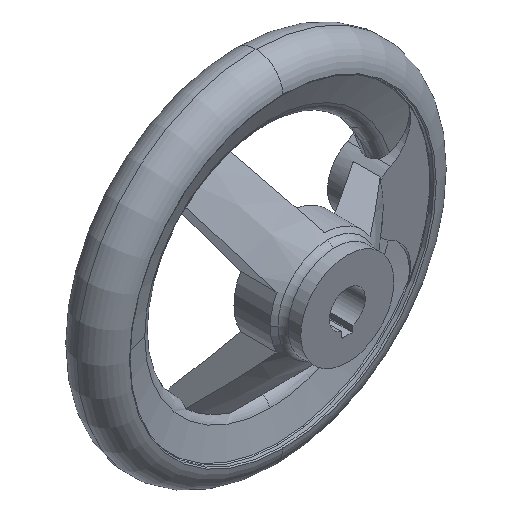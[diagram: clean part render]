
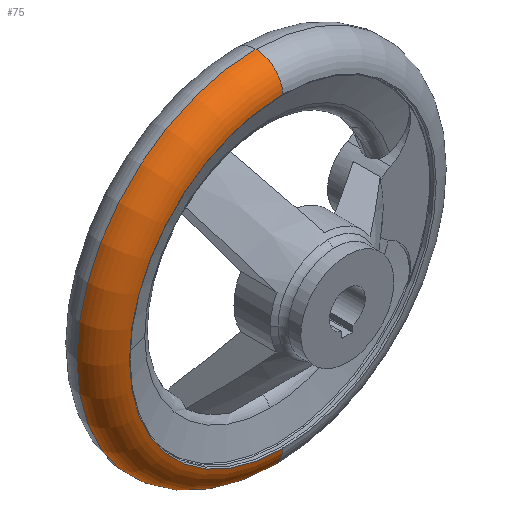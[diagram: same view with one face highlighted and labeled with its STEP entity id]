
A CAD part, isometric view. The second image highlights one B-rep face of the part: STEP entity #75.
In plain terms, the highlighted toroidal (fillet/blend) face has major radius 42.5 mm and minor radius 7.5 mm.
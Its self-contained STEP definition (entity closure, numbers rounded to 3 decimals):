
#75 = ADVANCED_FACE( '', ( #142 ), #143, .T. );
#142 = FACE_OUTER_BOUND( '', #276, .T. );
#143 = TOROIDAL_SURFACE( '', #277, 42.5, 7.5 );
#276 = EDGE_LOOP( '', ( #410, #411, #412, #413 ) );
#277 = AXIS2_PLACEMENT_3D( '', #414, #415, #416 );
#410 = ORIENTED_EDGE( '', *, *, #1016, .F. );
#411 = ORIENTED_EDGE( '', *, *, #1017, .T. );
#412 = ORIENTED_EDGE( '', *, *, #1018, .T. );
#413 = ORIENTED_EDGE( '', *, *, #1019, .T. );
#414 = CARTESIAN_POINT( '', ( 0., 25.5, 0. ) );
#415 = DIRECTION( '', ( 0., 1., 0. ) );
#416 = DIRECTION( '', ( 0., 0., 1. ) );
#1016 = EDGE_CURVE( '', #1220, #1221, #1222, .T. );
#1017 = EDGE_CURVE( '', #1220, #1223, #1224, .T. );
#1018 = EDGE_CURVE( '', #1223, #1225, #1226, .T. );
#1019 = EDGE_CURVE( '', #1225, #1221, #1227, .T. );
#1220 = VERTEX_POINT( '', #1558 );
#1221 = VERTEX_POINT( '', #1559 );
#1222 = CIRCLE( '', #1560, 50. );
#1223 = VERTEX_POINT( '', #1561 );
#1224 = CIRCLE( '', #1562, 7.5 );
#1225 = VERTEX_POINT( '', #1563 );
#1226 = CIRCLE( '', #1564, 42.813 );
#1227 = CIRCLE( '', #1565, 7.5 );
#1558 = CARTESIAN_POINT( '', ( 0., 25.5, -50. ) );
#1559 = CARTESIAN_POINT( '', ( 0., 25.5, 50. ) );
#1560 = AXIS2_PLACEMENT_3D( '', #2514, #2515, #2516 );
#1561 = CARTESIAN_POINT( '', ( 0., 18.007, -42.813 ) );
#1562 = AXIS2_PLACEMENT_3D( '', #2517, #2518, #2519 );
#1563 = CARTESIAN_POINT( '', ( 0., 18.007, 42.813 ) );
#1564 = AXIS2_PLACEMENT_3D( '', #2520, #2521, #2522 );
#1565 = AXIS2_PLACEMENT_3D( '', #2523, #2524, #2525 );
#2514 = CARTESIAN_POINT( '', ( 0., 25.5, 0. ) );
#2515 = DIRECTION( '', ( 0., 1., 0. ) );
#2516 = DIRECTION( '', ( 0., 0., 1. ) );
#2517 = CARTESIAN_POINT( '', ( 0., 25.5, -42.5 ) );
#2518 = DIRECTION( '', ( -1., 0., 0. ) );
#2519 = DIRECTION( '', ( 0., 0., -1. ) );
#2520 = CARTESIAN_POINT( '', ( 0., 18.007, 0. ) );
#2521 = DIRECTION( '', ( 0., 1., 0. ) );
#2522 = DIRECTION( '', ( 1., 0., 0. ) );
#2523 = CARTESIAN_POINT( '', ( 0., 25.5, 42.5 ) );
#2524 = DIRECTION( '', ( -1., 0., 0. ) );
#2525 = DIRECTION( '', ( 0., 0., 1. ) );
